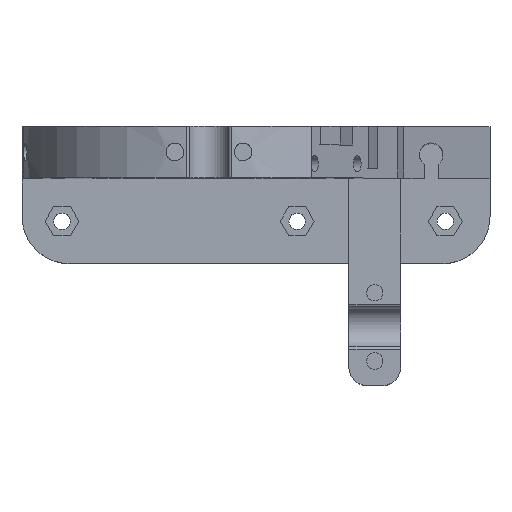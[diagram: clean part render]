
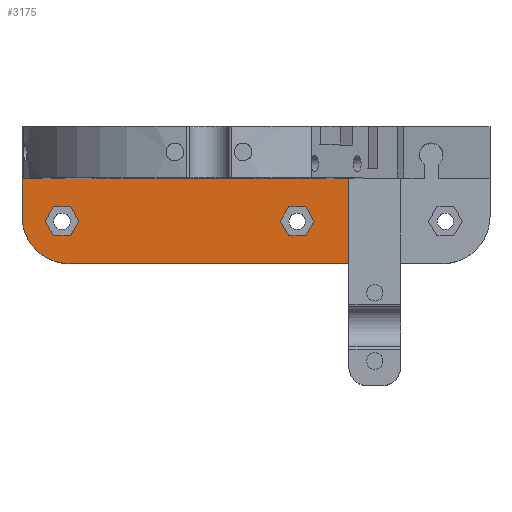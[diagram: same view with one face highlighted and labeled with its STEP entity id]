
A CAD part, top view. The second image highlights one B-rep face of the part: STEP entity #3175.
In plain terms, the highlighted planar face has unit normal (0, 0, 1).
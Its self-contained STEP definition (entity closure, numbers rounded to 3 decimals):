
#80=FACE_BOUND('',#605,.T.);
#81=FACE_BOUND('',#606,.T.);
#209=PLANE('',#3430);
#373=FACE_OUTER_BOUND('',#604,.T.);
#604=EDGE_LOOP('',(#2898,#2899,#2900,#2901,#2902,#2903,#2904,#2905,#2906,
#2907));
#605=EDGE_LOOP('',(#2908,#2909,#2910,#2911,#2912,#2913));
#606=EDGE_LOOP('',(#2914,#2915,#2916,#2917,#2918,#2919));
#631=LINE('',#4337,#971);
#671=LINE('',#4447,#1011);
#697=LINE('',#4587,#1037);
#835=LINE('',#4979,#1175);
#855=LINE('',#5027,#1195);
#879=LINE('',#5088,#1219);
#883=LINE('',#5096,#1223);
#886=LINE('',#5102,#1226);
#889=LINE('',#5108,#1229);
#892=LINE('',#5114,#1232);
#895=LINE('',#5119,#1235);
#897=LINE('',#5127,#1237);
#901=LINE('',#5135,#1241);
#904=LINE('',#5141,#1244);
#907=LINE('',#5147,#1247);
#910=LINE('',#5153,#1250);
#913=LINE('',#5158,#1253);
#944=LINE('',#5235,#1284);
#955=LINE('',#5276,#1295);
#956=LINE('',#5277,#1296);
#957=LINE('',#5278,#1297);
#971=VECTOR('',#3478,13.);
#1011=VECTOR('',#3560,23.5);
#1037=VECTOR('',#3616,8.);
#1175=VECTOR('',#3968,28.);
#1195=VECTOR('',#3996,18.);
#1219=VECTOR('',#4052,3.6);
#1223=VECTOR('',#4058,3.6);
#1226=VECTOR('',#4063,3.6);
#1229=VECTOR('',#4068,3.6);
#1232=VECTOR('',#4073,3.6);
#1235=VECTOR('',#4078,3.6);
#1237=VECTOR('',#4086,3.6);
#1241=VECTOR('',#4092,3.6);
#1244=VECTOR('',#4097,3.6);
#1247=VECTOR('',#4102,3.6);
#1250=VECTOR('',#4107,3.6);
#1253=VECTOR('',#4112,3.6);
#1284=VECTOR('',#4211,5.);
#1295=VECTOR('',#4264,59.5);
#1296=VECTOR('',#4265,11.);
#1297=VECTOR('',#4266,11.);
#1385=CIRCLE('',#3431,10.);
#1402=VERTEX_POINT('',#4334);
#1403=VERTEX_POINT('',#4336);
#1451=VERTEX_POINT('',#4444);
#1452=VERTEX_POINT('',#4446);
#1482=VERTEX_POINT('',#4584);
#1483=VERTEX_POINT('',#4586);
#1596=VERTEX_POINT('',#4978);
#1619=VERTEX_POINT('',#5024);
#1620=VERTEX_POINT('',#5026);
#1640=VERTEX_POINT('',#5086);
#1641=VERTEX_POINT('',#5087);
#1644=VERTEX_POINT('',#5095);
#1646=VERTEX_POINT('',#5101);
#1648=VERTEX_POINT('',#5107);
#1650=VERTEX_POINT('',#5113);
#1653=VERTEX_POINT('',#5125);
#1654=VERTEX_POINT('',#5126);
#1657=VERTEX_POINT('',#5134);
#1659=VERTEX_POINT('',#5140);
#1661=VERTEX_POINT('',#5146);
#1663=VERTEX_POINT('',#5152);
#1685=VERTEX_POINT('',#5274);
#1703=EDGE_CURVE('',#1403,#1402,#631,.T.);
#1758=EDGE_CURVE('',#1451,#1452,#671,.T.);
#1795=EDGE_CURVE('',#1483,#1482,#697,.T.);
#1962=EDGE_CURVE('',#1596,#1483,#835,.T.);
#1986=EDGE_CURVE('',#1620,#1619,#855,.T.);
#2014=EDGE_CURVE('',#1640,#1641,#879,.T.);
#2018=EDGE_CURVE('',#1644,#1640,#883,.T.);
#2021=EDGE_CURVE('',#1646,#1644,#886,.T.);
#2024=EDGE_CURVE('',#1648,#1646,#889,.T.);
#2027=EDGE_CURVE('',#1650,#1648,#892,.T.);
#2030=EDGE_CURVE('',#1641,#1650,#895,.T.);
#2033=EDGE_CURVE('',#1653,#1654,#897,.T.);
#2037=EDGE_CURVE('',#1657,#1653,#901,.T.);
#2040=EDGE_CURVE('',#1659,#1657,#904,.T.);
#2043=EDGE_CURVE('',#1661,#1659,#907,.T.);
#2046=EDGE_CURVE('',#1663,#1661,#910,.T.);
#2049=EDGE_CURVE('',#1654,#1663,#913,.T.);
#2087=EDGE_CURVE('',#1402,#1620,#944,.T.);
#2104=EDGE_CURVE('',#1685,#1482,#1385,.T.);
#2105=EDGE_CURVE('',#1685,#1403,#955,.T.);
#2106=EDGE_CURVE('',#1452,#1619,#956,.T.);
#2107=EDGE_CURVE('',#1596,#1451,#957,.T.);
#2898=ORIENTED_EDGE('',*,*,#1795,.T.);
#2899=ORIENTED_EDGE('',*,*,#2104,.F.);
#2900=ORIENTED_EDGE('',*,*,#2105,.T.);
#2901=ORIENTED_EDGE('',*,*,#1703,.T.);
#2902=ORIENTED_EDGE('',*,*,#2087,.T.);
#2903=ORIENTED_EDGE('',*,*,#1986,.T.);
#2904=ORIENTED_EDGE('',*,*,#2106,.F.);
#2905=ORIENTED_EDGE('',*,*,#1758,.F.);
#2906=ORIENTED_EDGE('',*,*,#2107,.F.);
#2907=ORIENTED_EDGE('',*,*,#1962,.T.);
#2908=ORIENTED_EDGE('',*,*,#2014,.T.);
#2909=ORIENTED_EDGE('',*,*,#2030,.T.);
#2910=ORIENTED_EDGE('',*,*,#2027,.T.);
#2911=ORIENTED_EDGE('',*,*,#2024,.T.);
#2912=ORIENTED_EDGE('',*,*,#2021,.T.);
#2913=ORIENTED_EDGE('',*,*,#2018,.T.);
#2914=ORIENTED_EDGE('',*,*,#2033,.T.);
#2915=ORIENTED_EDGE('',*,*,#2049,.T.);
#2916=ORIENTED_EDGE('',*,*,#2046,.T.);
#2917=ORIENTED_EDGE('',*,*,#2043,.T.);
#2918=ORIENTED_EDGE('',*,*,#2040,.T.);
#2919=ORIENTED_EDGE('',*,*,#2037,.T.);
#3175=ADVANCED_FACE('',(#373,#80,#81),#209,.T.);
#3430=AXIS2_PLACEMENT_3D('',#5273,#4260,#4261);
#3431=AXIS2_PLACEMENT_3D('',#5275,#4262,#4263);
#3478=DIRECTION('',(0.,1.,0.));
#3560=DIRECTION('',(1.,0.,0.));
#3616=DIRECTION('',(0.,-1.,0.));
#3968=DIRECTION('',(-1.,0.,0.));
#3996=DIRECTION('',(-1.,0.,0.));
#4052=DIRECTION('',(1.,0.,0.));
#4058=DIRECTION('',(0.5,0.866,0.));
#4063=DIRECTION('',(-0.5,0.866,0.));
#4068=DIRECTION('',(-1.,0.,0.));
#4073=DIRECTION('',(-0.5,-0.866,0.));
#4078=DIRECTION('',(0.5,-0.866,0.));
#4086=DIRECTION('',(1.,0.,0.));
#4092=DIRECTION('',(0.5,0.866,0.));
#4097=DIRECTION('',(-0.5,0.866,0.));
#4102=DIRECTION('',(-1.,0.,0.));
#4107=DIRECTION('',(-0.5,-0.866,0.));
#4112=DIRECTION('',(0.5,-0.866,0.));
#4211=DIRECTION('',(0.,1.,0.));
#4260=DIRECTION('center_axis',(0.,0.,1.));
#4261=DIRECTION('ref_axis',(1.,0.,0.));
#4262=DIRECTION('center_axis',(0.,0.,-1.));
#4263=DIRECTION('ref_axis',(-0.707,-0.707,0.));
#4264=DIRECTION('',(1.,0.,0.));
#4265=DIRECTION('',(0.,-1.,0.));
#4266=DIRECTION('',(0.,1.,0.));
#4334=CARTESIAN_POINT('',(19.75,-1.5,10.));
#4336=CARTESIAN_POINT('',(19.75,-14.5,10.));
#4337=CARTESIAN_POINT('',(19.75,1.75,10.));
#4444=CARTESIAN_POINT('',(-21.75,14.5,10.));
#4446=CARTESIAN_POINT('',(1.75,14.5,10.));
#4447=CARTESIAN_POINT('',(32.25,14.5,10.));
#4584=CARTESIAN_POINT('',(-49.75,-4.5,10.));
#4586=CARTESIAN_POINT('',(-49.75,3.5,10.));
#4587=CARTESIAN_POINT('',(-49.75,-14.5,10.));
#4978=CARTESIAN_POINT('',(-21.75,3.5,10.));
#4979=CARTESIAN_POINT('',(-24.875,3.5,10.));
#5024=CARTESIAN_POINT('',(1.75,3.5,10.));
#5026=CARTESIAN_POINT('',(19.75,3.5,10.));
#5027=CARTESIAN_POINT('',(-24.875,3.5,10.));
#5086=CARTESIAN_POINT('',(-43.05,-2.383,10.));
#5087=CARTESIAN_POINT('',(-39.45,-2.383,10.));
#5088=CARTESIAN_POINT('',(-21.525,-2.383,10.));
#5095=CARTESIAN_POINT('',(-44.85,-5.5,10.));
#5096=CARTESIAN_POINT('',(-38.053,6.273,10.));
#5101=CARTESIAN_POINT('',(-43.05,-8.618,10.));
#5102=CARTESIAN_POINT('',(-39.534,-14.707,10.));
#5107=CARTESIAN_POINT('',(-39.45,-8.618,10.));
#5108=CARTESIAN_POINT('',(-19.725,-8.618,10.));
#5113=CARTESIAN_POINT('',(-37.65,-5.5,10.));
#5114=CARTESIAN_POINT('',(-31.753,4.714,10.));
#5119=CARTESIAN_POINT('',(-35.035,-10.03,10.));
#5125=CARTESIAN_POINT('',(6.95,-2.383,10.));
#5126=CARTESIAN_POINT('',(10.55,-2.383,10.));
#5127=CARTESIAN_POINT('',(3.475,-2.383,10.));
#5134=CARTESIAN_POINT('',(5.15,-5.5,10.));
#5135=CARTESIAN_POINT('',(5.697,-4.553,10.));
#5140=CARTESIAN_POINT('',(6.95,-8.617,10.));
#5141=CARTESIAN_POINT('',(4.216,-3.881,10.));
#5146=CARTESIAN_POINT('',(10.55,-8.617,10.));
#5147=CARTESIAN_POINT('',(5.275,-8.617,10.));
#5152=CARTESIAN_POINT('',(12.35,-5.5,10.));
#5153=CARTESIAN_POINT('',(11.997,-6.111,10.));
#5158=CARTESIAN_POINT('',(8.715,0.795,10.));
#5235=CARTESIAN_POINT('',(19.75,1.75,10.));
#5273=CARTESIAN_POINT('Origin',(0.,0.,10.));
#5274=CARTESIAN_POINT('',(-39.75,-14.5,10.));
#5275=CARTESIAN_POINT('Origin',(-39.75,-4.5,10.));
#5276=CARTESIAN_POINT('',(49.75,-14.5,10.));
#5277=CARTESIAN_POINT('',(1.75,1.75,10.));
#5278=CARTESIAN_POINT('',(-21.75,1.75,10.));
